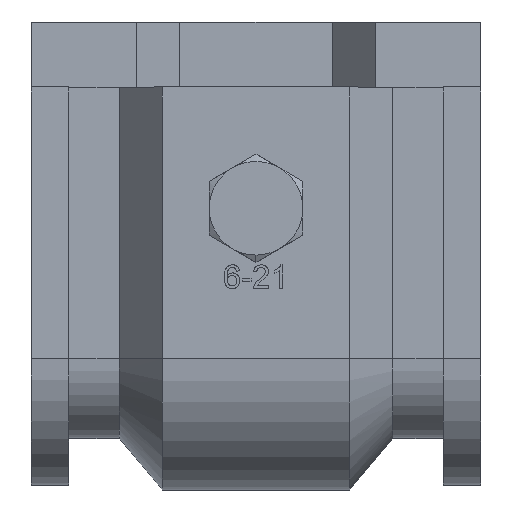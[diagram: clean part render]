
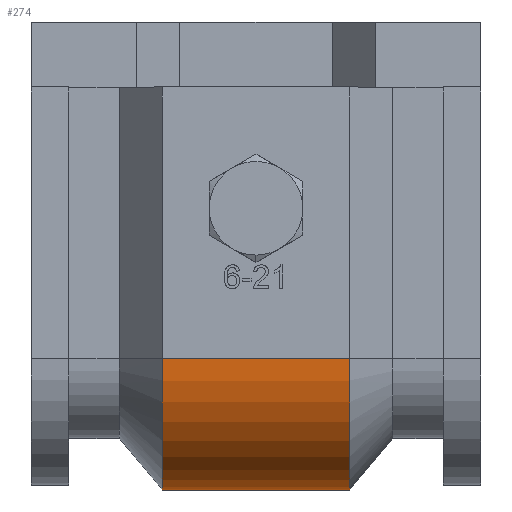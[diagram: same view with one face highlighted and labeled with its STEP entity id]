
A CAD part, top view. The second image highlights one B-rep face of the part: STEP entity #274.
In plain terms, the highlighted free-form (B-spline) face has degree [1, 3] with [2, 19] control points.
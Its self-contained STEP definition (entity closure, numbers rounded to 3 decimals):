
#155=B_SPLINE_SURFACE_WITH_KNOTS('',1,3,((#4120,#4121,#4122,#4123,#4124,
#4125,#4126,#4127,#4128,#4129,#4130,#4131,#4132,#4133,#4134,#4135,#4136,
#4137,#4138),(#4139,#4140,#4141,#4142,#4143,#4144,#4145,#4146,#4147,#4148,
#4149,#4150,#4151,#4152,#4153,#4154,#4155,#4156,#4157)),.UNSPECIFIED.,.F.,
 .F.,.F.,(2,2),(4,1,1,1,1,1,1,1,1,1,1,1,1,1,1,1,4),(173.952,193.952),
(0.,0.945,1.921,2.927,3.958,
5.011,6.08,7.16,8.247,9.333,
10.414,11.483,12.535,13.566,14.572,
15.549,16.493),.UNSPECIFIED.);
#274=ADVANCED_FACE('',(#447),#155,.T.);
#447=FACE_OUTER_BOUND('',#630,.T.);
#630=EDGE_LOOP('',(#1056,#1057,#1058,#1059));
#1056=ORIENTED_EDGE('',*,*,#1701,.T.);
#1057=ORIENTED_EDGE('',*,*,#1584,.F.);
#1058=ORIENTED_EDGE('',*,*,#1702,.F.);
#1059=ORIENTED_EDGE('',*,*,#1598,.T.);
#1584=EDGE_CURVE('',#2380,#2379,#1996,.T.);
#1598=EDGE_CURVE('',#2400,#2399,#2010,.T.);
#1701=EDGE_CURVE('',#2399,#2379,#2113,.T.);
#1702=EDGE_CURVE('',#2400,#2380,#2114,.T.);
#1996=B_SPLINE_CURVE_WITH_KNOTS('',1,(#5760,#5761),.UNSPECIFIED.,.F.,.F.,
(2,2),(173.952,193.952),.UNSPECIFIED.);
#2010=B_SPLINE_CURVE_WITH_KNOTS('',1,(#5804,#5805),.UNSPECIFIED.,.F.,.F.,
(2,2),(173.952,193.952),.UNSPECIFIED.);
#2113=B_SPLINE_CURVE_WITH_KNOTS('',3,(#6474,#6475,#6476,#6477,#6478,#6479,
#6480,#6481,#6482,#6483,#6484,#6485,#6486,#6487,#6488,#6489,#6490,#6491,
#6492),.UNSPECIFIED.,.F.,.F.,(4,1,1,1,1,1,1,1,1,1,1,1,1,1,1,1,4),(0.,0.945,
1.921,2.927,3.958,5.011,6.08,
7.16,8.247,9.333,10.414,11.483,
12.535,13.566,14.572,15.549,16.493),
 .UNSPECIFIED.);
#2114=B_SPLINE_CURVE_WITH_KNOTS('',3,(#6493,#6494,#6495,#6496,#6497,#6498,
#6499,#6500,#6501,#6502,#6503,#6504,#6505,#6506,#6507,#6508,#6509,#6510,
#6511),.UNSPECIFIED.,.F.,.F.,(4,1,1,1,1,1,1,1,1,1,1,1,1,1,1,1,4),(0.,0.945,
1.921,2.927,3.958,5.011,6.08,
7.16,8.247,9.333,10.414,11.483,
12.535,13.566,14.572,15.549,16.493),
 .UNSPECIFIED.);
#2379=VERTEX_POINT('',#5560);
#2380=VERTEX_POINT('',#5561);
#2399=VERTEX_POINT('',#5580);
#2400=VERTEX_POINT('',#5581);
#4120=CARTESIAN_POINT('',(10.,-36.,43.));
#4121=CARTESIAN_POINT('',(10.,-36.42,43.));
#4122=CARTESIAN_POINT('',(10.,-37.274,42.962));
#4123=CARTESIAN_POINT('',(10.,-38.564,42.784));
#4124=CARTESIAN_POINT('',(10.,-39.869,42.478));
#4125=CARTESIAN_POINT('',(10.,-41.171,42.035));
#4126=CARTESIAN_POINT('',(10.,-42.448,41.454));
#4127=CARTESIAN_POINT('',(10.,-43.679,40.736));
#4128=CARTESIAN_POINT('',(10.,-44.842,39.887));
#4129=CARTESIAN_POINT('',(10.,-45.917,38.917));
#4130=CARTESIAN_POINT('',(10.,-46.887,37.842));
#4131=CARTESIAN_POINT('',(10.,-47.736,36.679));
#4132=CARTESIAN_POINT('',(10.,-48.454,35.448));
#4133=CARTESIAN_POINT('',(10.,-49.035,34.171));
#4134=CARTESIAN_POINT('',(10.,-49.478,32.869));
#4135=CARTESIAN_POINT('',(10.,-49.784,31.564));
#4136=CARTESIAN_POINT('',(10.,-49.962,30.274));
#4137=CARTESIAN_POINT('',(10.,-50.,29.42));
#4138=CARTESIAN_POINT('',(10.,-50.,29.));
#4139=CARTESIAN_POINT('',(-10.,-36.,43.));
#4140=CARTESIAN_POINT('',(-10.,-36.42,43.));
#4141=CARTESIAN_POINT('',(-10.,-37.274,42.962));
#4142=CARTESIAN_POINT('',(-10.,-38.564,42.784));
#4143=CARTESIAN_POINT('',(-10.,-39.869,42.478));
#4144=CARTESIAN_POINT('',(-10.,-41.171,42.035));
#4145=CARTESIAN_POINT('',(-10.,-42.448,41.454));
#4146=CARTESIAN_POINT('',(-10.,-43.679,40.736));
#4147=CARTESIAN_POINT('',(-10.,-44.842,39.887));
#4148=CARTESIAN_POINT('',(-10.,-45.917,38.917));
#4149=CARTESIAN_POINT('',(-10.,-46.887,37.842));
#4150=CARTESIAN_POINT('',(-10.,-47.736,36.679));
#4151=CARTESIAN_POINT('',(-10.,-48.454,35.448));
#4152=CARTESIAN_POINT('',(-10.,-49.035,34.171));
#4153=CARTESIAN_POINT('',(-10.,-49.478,32.869));
#4154=CARTESIAN_POINT('',(-10.,-49.784,31.564));
#4155=CARTESIAN_POINT('',(-10.,-49.962,30.274));
#4156=CARTESIAN_POINT('',(-10.,-50.,29.42));
#4157=CARTESIAN_POINT('',(-10.,-50.,29.));
#5560=CARTESIAN_POINT('',(-10.,-50.,29.));
#5561=CARTESIAN_POINT('',(10.,-50.,29.));
#5580=CARTESIAN_POINT('',(-10.,-36.,43.));
#5581=CARTESIAN_POINT('',(10.,-36.,43.));
#5760=CARTESIAN_POINT('',(10.,-50.,29.));
#5761=CARTESIAN_POINT('',(-10.,-50.,29.));
#5804=CARTESIAN_POINT('',(10.,-36.,43.));
#5805=CARTESIAN_POINT('',(-10.,-36.,43.));
#6474=CARTESIAN_POINT('',(-10.,-36.,43.));
#6475=CARTESIAN_POINT('',(-10.,-36.42,43.));
#6476=CARTESIAN_POINT('',(-10.,-37.274,42.962));
#6477=CARTESIAN_POINT('',(-10.,-38.564,42.784));
#6478=CARTESIAN_POINT('',(-10.,-39.869,42.478));
#6479=CARTESIAN_POINT('',(-10.,-41.171,42.035));
#6480=CARTESIAN_POINT('',(-10.,-42.448,41.454));
#6481=CARTESIAN_POINT('',(-10.,-43.679,40.736));
#6482=CARTESIAN_POINT('',(-10.,-44.842,39.887));
#6483=CARTESIAN_POINT('',(-10.,-45.917,38.917));
#6484=CARTESIAN_POINT('',(-10.,-46.887,37.842));
#6485=CARTESIAN_POINT('',(-10.,-47.736,36.679));
#6486=CARTESIAN_POINT('',(-10.,-48.454,35.448));
#6487=CARTESIAN_POINT('',(-10.,-49.035,34.171));
#6488=CARTESIAN_POINT('',(-10.,-49.478,32.869));
#6489=CARTESIAN_POINT('',(-10.,-49.784,31.564));
#6490=CARTESIAN_POINT('',(-10.,-49.962,30.274));
#6491=CARTESIAN_POINT('',(-10.,-50.,29.42));
#6492=CARTESIAN_POINT('',(-10.,-50.,29.));
#6493=CARTESIAN_POINT('',(10.,-36.,43.));
#6494=CARTESIAN_POINT('',(10.,-36.42,43.));
#6495=CARTESIAN_POINT('',(10.,-37.274,42.962));
#6496=CARTESIAN_POINT('',(10.,-38.564,42.784));
#6497=CARTESIAN_POINT('',(10.,-39.869,42.478));
#6498=CARTESIAN_POINT('',(10.,-41.171,42.035));
#6499=CARTESIAN_POINT('',(10.,-42.448,41.454));
#6500=CARTESIAN_POINT('',(10.,-43.679,40.736));
#6501=CARTESIAN_POINT('',(10.,-44.842,39.887));
#6502=CARTESIAN_POINT('',(10.,-45.917,38.917));
#6503=CARTESIAN_POINT('',(10.,-46.887,37.842));
#6504=CARTESIAN_POINT('',(10.,-47.736,36.679));
#6505=CARTESIAN_POINT('',(10.,-48.454,35.448));
#6506=CARTESIAN_POINT('',(10.,-49.035,34.171));
#6507=CARTESIAN_POINT('',(10.,-49.478,32.869));
#6508=CARTESIAN_POINT('',(10.,-49.784,31.564));
#6509=CARTESIAN_POINT('',(10.,-49.962,30.274));
#6510=CARTESIAN_POINT('',(10.,-50.,29.42));
#6511=CARTESIAN_POINT('',(10.,-50.,29.));
